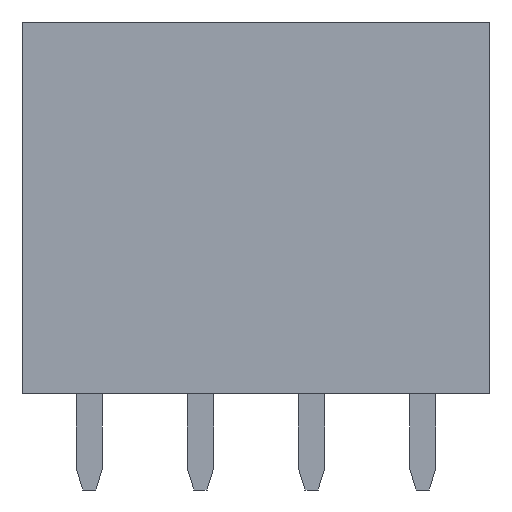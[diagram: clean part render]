
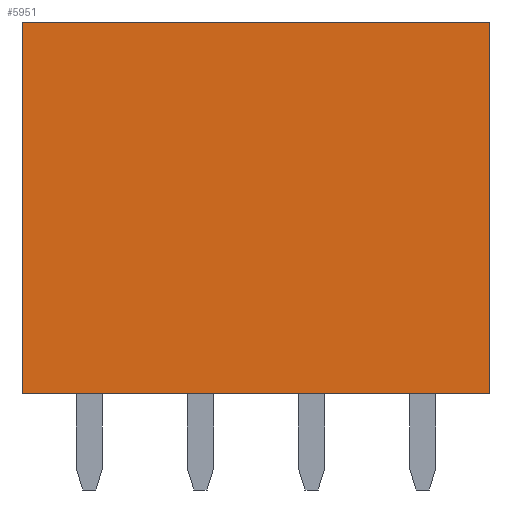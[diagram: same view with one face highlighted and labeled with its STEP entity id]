
A CAD part, front view. The second image highlights one B-rep face of the part: STEP entity #5951.
In plain terms, the highlighted planar face has unit normal (0, -1, 0).
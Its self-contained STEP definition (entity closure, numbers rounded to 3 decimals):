
#80 = DIRECTION ( 'NONE',  ( 0., 0., -1. ) ) ;
#179 = VECTOR ( 'NONE', #6193, 1000. ) ;
#379 = CARTESIAN_POINT ( 'NONE',  ( 6.6, -1.23, 0. ) ) ;
#553 = CARTESIAN_POINT ( 'NONE',  ( -1.52, -1.23, 0. ) ) ;
#585 = VERTEX_POINT ( 'NONE', #7679 ) ;
#742 = ORIENTED_EDGE ( 'NONE', *, *, #1815, .T. ) ;
#1366 = VECTOR ( 'NONE', #5321, 1000. ) ;
#1375 = CARTESIAN_POINT ( 'NONE',  ( 9.14, -1.23, 0. ) ) ;
#1511 = VERTEX_POINT ( 'NONE', #5105 ) ;
#1596 = ORIENTED_EDGE ( 'NONE', *, *, #4175, .F. ) ;
#1679 = VERTEX_POINT ( 'NONE', #7595 ) ;
#1815 = EDGE_CURVE ( 'NONE', #585, #4931, #6500, .T. ) ;
#2045 = VECTOR ( 'NONE', #3129, 1000. ) ;
#2221 = DIRECTION ( 'NONE',  ( 0., 1., 0. ) ) ;
#2610 = CARTESIAN_POINT ( 'NONE',  ( -1.52, -1.23, 0. ) ) ;
#3129 = DIRECTION ( 'NONE',  ( -1., 0., 0. ) ) ;
#3432 = LINE ( 'NONE', #6636, #2045 ) ;
#3611 = VECTOR ( 'NONE', #80, 1000. ) ;
#4042 = EDGE_CURVE ( 'NONE', #1511, #585, #3432, .T. ) ;
#4133 = CARTESIAN_POINT ( 'NONE',  ( 6.6, -1.23, 0. ) ) ;
#4167 = AXIS2_PLACEMENT_3D ( 'NONE', #379, #2221, #6326 ) ;
#4175 = EDGE_CURVE ( 'NONE', #1511, #1679, #7367, .T. ) ;
#4195 = EDGE_LOOP ( 'NONE', ( #6154, #742, #5081, #1596 ) ) ;
#4248 = EDGE_CURVE ( 'NONE', #1679, #4931, #5628, .T. ) ;
#4931 = VERTEX_POINT ( 'NONE', #553 ) ;
#5081 = ORIENTED_EDGE ( 'NONE', *, *, #4248, .F. ) ;
#5105 = CARTESIAN_POINT ( 'NONE',  ( 9.14, -1.23, 8.5 ) ) ;
#5321 = DIRECTION ( 'NONE',  ( -1., 0., 0. ) ) ;
#5628 = LINE ( 'NONE', #4133, #1366 ) ;
#5951 = ADVANCED_FACE ( 'NONE', ( #7452 ), #6885, .F. ) ;
#6154 = ORIENTED_EDGE ( 'NONE', *, *, #4042, .T. ) ;
#6193 = DIRECTION ( 'NONE',  ( 0., 0., -1. ) ) ;
#6326 = DIRECTION ( 'NONE',  ( 0., 0., 1. ) ) ;
#6500 = LINE ( 'NONE', #2610, #179 ) ;
#6636 = CARTESIAN_POINT ( 'NONE',  ( 6.6, -1.23, 8.5 ) ) ;
#6885 = PLANE ( 'NONE',  #4167 ) ;
#7367 = LINE ( 'NONE', #1375, #3611 ) ;
#7452 = FACE_OUTER_BOUND ( 'NONE', #4195, .T. ) ;
#7595 = CARTESIAN_POINT ( 'NONE',  ( 9.14, -1.23, 0. ) ) ;
#7679 = CARTESIAN_POINT ( 'NONE',  ( -1.52, -1.23, 8.5 ) ) ;
